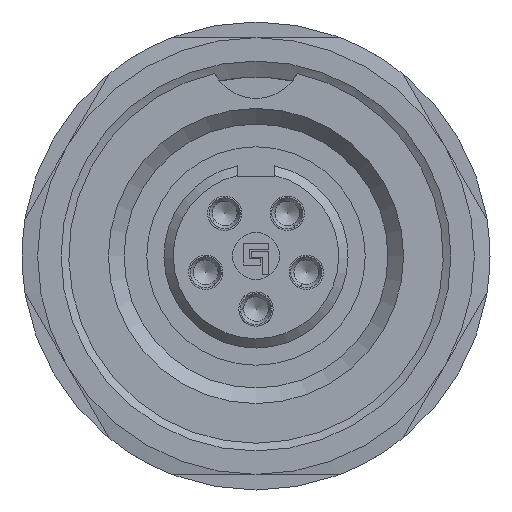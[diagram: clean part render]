
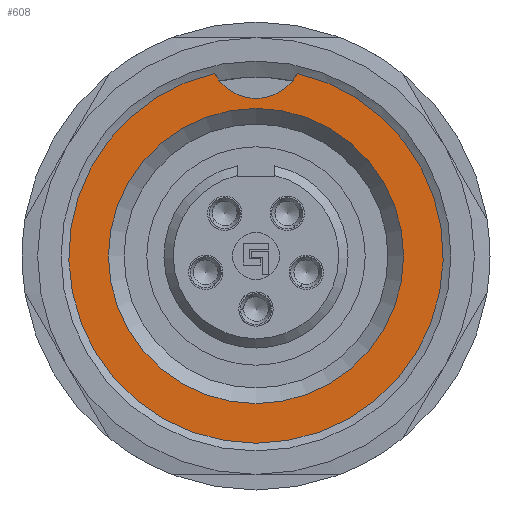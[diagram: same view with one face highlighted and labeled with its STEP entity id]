
A CAD part, left-side view. The second image highlights one B-rep face of the part: STEP entity #608.
In plain terms, the highlighted planar face has unit normal (-1, 0, 0).
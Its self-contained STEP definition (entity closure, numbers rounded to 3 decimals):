
#452=PLANE('',#3088);
#608=ADVANCED_FACE('',(#810,#811),#452,.T.);
#810=FACE_BOUND('',#1029,.T.);
#811=FACE_BOUND('',#1030,.T.);
#1029=EDGE_LOOP('',(#1862));
#1030=EDGE_LOOP('',(#1863,#1864));
#1862=ORIENTED_EDGE('',*,*,#2571,.T.);
#1863=ORIENTED_EDGE('',*,*,#2572,.F.);
#1864=ORIENTED_EDGE('',*,*,#2573,.T.);
#2237=VERTEX_POINT('',#4933);
#2238=VERTEX_POINT('',#4936);
#2239=VERTEX_POINT('',#4937);
#2571=EDGE_CURVE('',#2237,#2237,#2767,.T.);
#2572=EDGE_CURVE('',#2238,#2239,#2768,.T.);
#2573=EDGE_CURVE('',#2238,#2239,#2769,.T.);
#2767=CIRCLE('',#3084,4.73);
#2768=CIRCLE('',#3086,6.);
#2769=CIRCLE('',#3087,1.5);
#3084=AXIS2_PLACEMENT_3D('',#4932,#3816,#3817);
#3086=AXIS2_PLACEMENT_3D('',#4935,#3820,#3821);
#3087=AXIS2_PLACEMENT_3D('',#4938,#3822,#3823);
#3088=AXIS2_PLACEMENT_3D('',#4939,#3824,#3825);
#3816=DIRECTION('',(1.,0.,0.));
#3817=DIRECTION('',(0.,0.,1.));
#3820=DIRECTION('',(1.,0.,0.));
#3821=DIRECTION('',(0.,0.,-1.));
#3822=DIRECTION('',(1.,0.,0.));
#3823=DIRECTION('',(0.,0.,1.));
#3824=DIRECTION('',(-1.,0.,0.));
#3825=DIRECTION('',(0.,0.,1.));
#4932=CARTESIAN_POINT('',(-0.3,0.,0.));
#4933=CARTESIAN_POINT('',(-0.3,0.,4.73));
#4935=CARTESIAN_POINT('',(-0.3,0.,0.));
#4936=CARTESIAN_POINT('',(-0.3,-1.327,5.851));
#4937=CARTESIAN_POINT('',(-0.3,1.327,5.851));
#4938=CARTESIAN_POINT('',(-0.3,0.,6.55));
#4939=CARTESIAN_POINT('',(-0.3,0.,0.));
